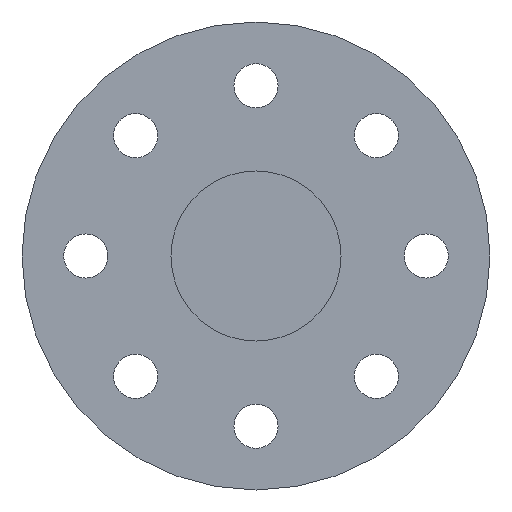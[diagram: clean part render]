
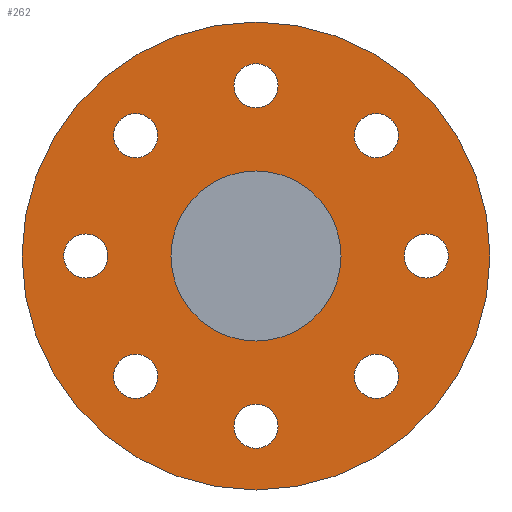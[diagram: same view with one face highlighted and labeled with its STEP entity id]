
A CAD part, front view. The second image highlights one B-rep face of the part: STEP entity #262.
In plain terms, the highlighted planar face has unit normal (0, -1, 0).
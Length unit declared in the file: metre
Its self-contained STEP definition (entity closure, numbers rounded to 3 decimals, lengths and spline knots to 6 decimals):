
#57=FACE_BOUND('',#92,.T.);
#58=FACE_BOUND('',#93,.T.);
#59=FACE_BOUND('',#94,.T.);
#60=FACE_BOUND('',#95,.T.);
#61=FACE_BOUND('',#96,.T.);
#62=FACE_BOUND('',#97,.T.);
#63=FACE_BOUND('',#98,.T.);
#64=FACE_BOUND('',#99,.T.);
#65=FACE_BOUND('',#100,.T.);
#67=FACE_OUTER_BOUND('',#91,.T.);
#91=EDGE_LOOP('',(#201));
#92=EDGE_LOOP('',(#202));
#93=EDGE_LOOP('',(#203));
#94=EDGE_LOOP('',(#204));
#95=EDGE_LOOP('',(#205));
#96=EDGE_LOOP('',(#206));
#97=EDGE_LOOP('',(#207));
#98=EDGE_LOOP('',(#208));
#99=EDGE_LOOP('',(#209));
#100=EDGE_LOOP('',(#210));
#124=CIRCLE('',#302,0.011);
#125=CIRCLE('',#303,0.001038);
#126=CIRCLE('',#304,0.001038);
#127=CIRCLE('',#305,0.001038);
#128=CIRCLE('',#306,0.001038);
#129=CIRCLE('',#307,0.001038);
#130=CIRCLE('',#308,0.001038);
#131=CIRCLE('',#309,0.001038);
#132=CIRCLE('',#310,0.001038);
#133=CIRCLE('',#311,0.004);
#146=VERTEX_POINT('',#437);
#147=VERTEX_POINT('',#439);
#148=VERTEX_POINT('',#441);
#149=VERTEX_POINT('',#443);
#150=VERTEX_POINT('',#445);
#151=VERTEX_POINT('',#447);
#152=VERTEX_POINT('',#449);
#153=VERTEX_POINT('',#451);
#154=VERTEX_POINT('',#453);
#155=VERTEX_POINT('',#455);
#168=EDGE_CURVE('',#146,#146,#124,.T.);
#169=EDGE_CURVE('',#147,#147,#125,.T.);
#170=EDGE_CURVE('',#148,#148,#126,.T.);
#171=EDGE_CURVE('',#149,#149,#127,.T.);
#172=EDGE_CURVE('',#150,#150,#128,.T.);
#173=EDGE_CURVE('',#151,#151,#129,.T.);
#174=EDGE_CURVE('',#152,#152,#130,.T.);
#175=EDGE_CURVE('',#153,#153,#131,.T.);
#176=EDGE_CURVE('',#154,#154,#132,.T.);
#177=EDGE_CURVE('',#155,#155,#133,.T.);
#201=ORIENTED_EDGE('',*,*,#168,.T.);
#202=ORIENTED_EDGE('',*,*,#169,.F.);
#203=ORIENTED_EDGE('',*,*,#170,.F.);
#204=ORIENTED_EDGE('',*,*,#171,.F.);
#205=ORIENTED_EDGE('',*,*,#172,.F.);
#206=ORIENTED_EDGE('',*,*,#173,.F.);
#207=ORIENTED_EDGE('',*,*,#174,.F.);
#208=ORIENTED_EDGE('',*,*,#175,.F.);
#209=ORIENTED_EDGE('',*,*,#176,.F.);
#210=ORIENTED_EDGE('',*,*,#177,.T.);
#258=PLANE('',#301);
#262=ADVANCED_FACE('',(#67,#57,#58,#59,#60,#61,#62,#63,#64,#65),#258,.T.);
#301=AXIS2_PLACEMENT_3D('',#436,#351,#352);
#302=AXIS2_PLACEMENT_3D('',#438,#353,#354);
#303=AXIS2_PLACEMENT_3D('',#440,#355,#356);
#304=AXIS2_PLACEMENT_3D('',#442,#357,#358);
#305=AXIS2_PLACEMENT_3D('',#444,#359,#360);
#306=AXIS2_PLACEMENT_3D('',#446,#361,#362);
#307=AXIS2_PLACEMENT_3D('',#448,#363,#364);
#308=AXIS2_PLACEMENT_3D('',#450,#365,#366);
#309=AXIS2_PLACEMENT_3D('',#452,#367,#368);
#310=AXIS2_PLACEMENT_3D('',#454,#369,#370);
#311=AXIS2_PLACEMENT_3D('',#456,#371,#372);
#351=DIRECTION('center_axis',(0.,-1.,0.));
#352=DIRECTION('ref_axis',(1.,0.,0.));
#353=DIRECTION('center_axis',(0.,-1.,0.));
#354=DIRECTION('ref_axis',(1.,0.,0.));
#355=DIRECTION('center_axis',(0.,-1.,0.));
#356=DIRECTION('ref_axis',(1.,0.,0.));
#357=DIRECTION('center_axis',(0.,-1.,0.));
#358=DIRECTION('ref_axis',(1.,0.,0.));
#359=DIRECTION('center_axis',(0.,-1.,0.));
#360=DIRECTION('ref_axis',(1.,0.,0.));
#361=DIRECTION('center_axis',(0.,-1.,0.));
#362=DIRECTION('ref_axis',(1.,0.,0.));
#363=DIRECTION('center_axis',(0.,-1.,0.));
#364=DIRECTION('ref_axis',(1.,0.,0.));
#365=DIRECTION('center_axis',(0.,-1.,0.));
#366=DIRECTION('ref_axis',(1.,0.,0.));
#367=DIRECTION('center_axis',(0.,-1.,0.));
#368=DIRECTION('ref_axis',(1.,0.,0.));
#369=DIRECTION('center_axis',(0.,-1.,0.));
#370=DIRECTION('ref_axis',(1.,0.,0.));
#371=DIRECTION('center_axis',(0.,1.,0.));
#372=DIRECTION('ref_axis',(1.,0.,0.));
#436=CARTESIAN_POINT('Origin',(0.330076,-0.077988,0.060527));
#437=CARTESIAN_POINT('',(0.319076,-0.077988,0.060527));
#438=CARTESIAN_POINT('Origin',(0.330076,-0.077988,0.060527));
#439=CARTESIAN_POINT('',(0.334695,-0.077988,0.05487));
#440=CARTESIAN_POINT('Origin',(0.335733,-0.077988,0.05487));
#441=CARTESIAN_POINT('',(0.323382,-0.077988,0.05487));
#442=CARTESIAN_POINT('Origin',(0.324419,-0.077988,0.05487));
#443=CARTESIAN_POINT('',(0.321038,-0.077988,0.060527));
#444=CARTESIAN_POINT('Origin',(0.322076,-0.077988,0.060527));
#445=CARTESIAN_POINT('',(0.323382,-0.077988,0.066184));
#446=CARTESIAN_POINT('Origin',(0.324419,-0.077988,0.066184));
#447=CARTESIAN_POINT('',(0.329038,-0.077988,0.068527));
#448=CARTESIAN_POINT('Origin',(0.330076,-0.077988,0.068527));
#449=CARTESIAN_POINT('',(0.334695,-0.077988,0.066184));
#450=CARTESIAN_POINT('Origin',(0.335733,-0.077988,0.066184));
#451=CARTESIAN_POINT('',(0.337038,-0.077988,0.060527));
#452=CARTESIAN_POINT('Origin',(0.338076,-0.077988,0.060527));
#453=CARTESIAN_POINT('',(0.329038,-0.077988,0.052527));
#454=CARTESIAN_POINT('Origin',(0.330076,-0.077988,0.052527));
#455=CARTESIAN_POINT('',(0.326076,-0.077988,0.060527));
#456=CARTESIAN_POINT('Origin',(0.330076,-0.077988,0.060527));
